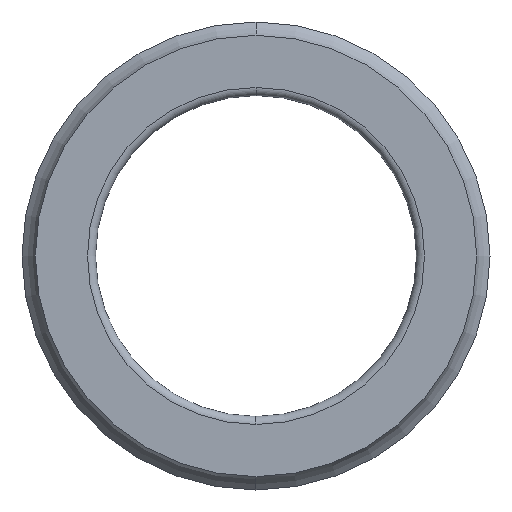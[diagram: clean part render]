
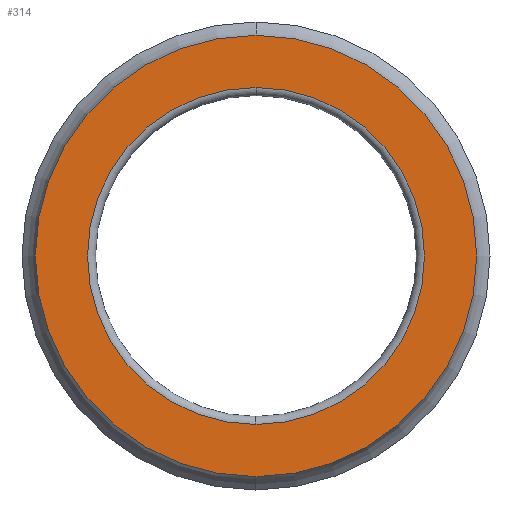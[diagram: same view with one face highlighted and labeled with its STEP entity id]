
A CAD part, left-side view. The second image highlights one B-rep face of the part: STEP entity #314.
In plain terms, the highlighted planar face has unit normal (-1, 0, 0).
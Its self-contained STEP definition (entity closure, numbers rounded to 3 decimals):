
#20 = DIRECTION ( 'NONE',  ( 0., 0., -1. ) ) ;
#24 = FACE_BOUND ( 'NONE', #191, .T. ) ;
#52 = VERTEX_POINT ( 'NONE', #73 ) ;
#64 = AXIS2_PLACEMENT_3D ( 'NONE', #381, #418, #162 ) ;
#73 = CARTESIAN_POINT ( 'NONE',  ( -4., 0., 6.3 ) ) ;
#75 = AXIS2_PLACEMENT_3D ( 'NONE', #343, #280, #20 ) ;
#96 = EDGE_LOOP ( 'NONE', ( #309, #176 ) ) ;
#104 = EDGE_CURVE ( 'NONE', #275, #358, #324, .T. ) ;
#124 = CIRCLE ( 'NONE', #160, 6.3 ) ;
#125 = ORIENTED_EDGE ( 'NONE', *, *, #444, .F. ) ;
#134 = AXIS2_PLACEMENT_3D ( 'NONE', #149, #442, #186 ) ;
#140 = CIRCLE ( 'NONE', #305, 8.25 ) ;
#146 = VERTEX_POINT ( 'NONE', #214 ) ;
#149 = CARTESIAN_POINT ( 'NONE',  ( -4., 0., 0. ) ) ;
#150 = CARTESIAN_POINT ( 'NONE',  ( -4., 0., 0. ) ) ;
#153 = DIRECTION ( 'NONE',  ( 0., 0., 1. ) ) ;
#160 = AXIS2_PLACEMENT_3D ( 'NONE', #150, #367, #190 ) ;
#162 = DIRECTION ( 'NONE',  ( 0., 0., 1. ) ) ;
#176 = ORIENTED_EDGE ( 'NONE', *, *, #228, .T. ) ;
#186 = DIRECTION ( 'NONE',  ( 0., 0., 1. ) ) ;
#190 = DIRECTION ( 'NONE',  ( 0., 0., 1. ) ) ;
#191 = EDGE_LOOP ( 'NONE', ( #441, #125 ) ) ;
#214 = CARTESIAN_POINT ( 'NONE',  ( -4., 0., -6.3 ) ) ;
#225 = CARTESIAN_POINT ( 'NONE',  ( -4., 0., 8.25 ) ) ;
#228 = EDGE_CURVE ( 'NONE', #358, #275, #140, .T. ) ;
#244 = FACE_OUTER_BOUND ( 'NONE', #96, .T. ) ;
#275 = VERTEX_POINT ( 'NONE', #225 ) ;
#280 = DIRECTION ( 'NONE',  ( 1., 0., 0. ) ) ;
#305 = AXIS2_PLACEMENT_3D ( 'NONE', #445, #443, #153 ) ;
#309 = ORIENTED_EDGE ( 'NONE', *, *, #104, .T. ) ;
#314 = ADVANCED_FACE ( 'NONE', ( #24, #244 ), #340, .F. ) ;
#317 = CIRCLE ( 'NONE', #64, 6.3 ) ;
#324 = CIRCLE ( 'NONE', #134, 8.25 ) ;
#340 = PLANE ( 'NONE',  #75 ) ;
#343 = CARTESIAN_POINT ( 'NONE',  ( -4., 8.25, 0. ) ) ;
#352 = EDGE_CURVE ( 'NONE', #52, #146, #317, .T. ) ;
#358 = VERTEX_POINT ( 'NONE', #452 ) ;
#367 = DIRECTION ( 'NONE',  ( -1., 0., 0. ) ) ;
#381 = CARTESIAN_POINT ( 'NONE',  ( -4., 0., 0. ) ) ;
#418 = DIRECTION ( 'NONE',  ( -1., 0., 0. ) ) ;
#441 = ORIENTED_EDGE ( 'NONE', *, *, #352, .F. ) ;
#442 = DIRECTION ( 'NONE',  ( -1., 0., 0. ) ) ;
#443 = DIRECTION ( 'NONE',  ( -1., 0., 0. ) ) ;
#444 = EDGE_CURVE ( 'NONE', #146, #52, #124, .T. ) ;
#445 = CARTESIAN_POINT ( 'NONE',  ( -4., 0., 0. ) ) ;
#452 = CARTESIAN_POINT ( 'NONE',  ( -4., 0., -8.25 ) ) ;
